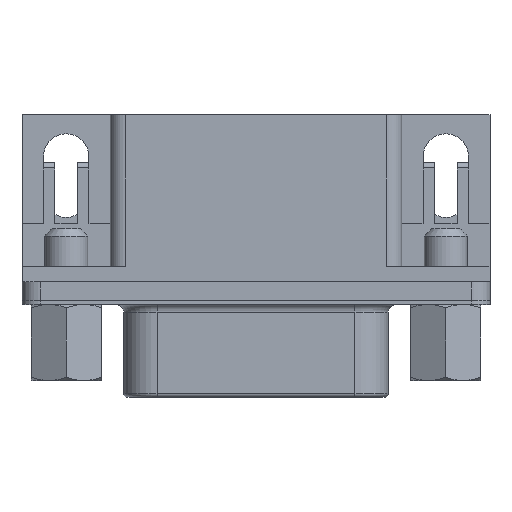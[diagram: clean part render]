
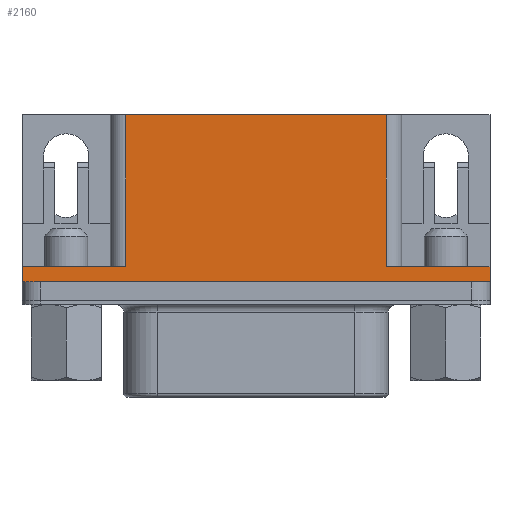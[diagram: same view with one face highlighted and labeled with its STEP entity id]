
A CAD part, top view. The second image highlights one B-rep face of the part: STEP entity #2160.
In plain terms, the highlighted planar face has unit normal (0, 0, 1).
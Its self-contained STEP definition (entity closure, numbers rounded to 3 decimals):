
#1391 = VERTEX_POINT('',#1392);
#1392 = CARTESIAN_POINT('',(-8.585,12.25,4.5));
#1399 = EDGE_CURVE('',#1391,#1400,#1402,.T.);
#1400 = VERTEX_POINT('',#1401);
#1401 = CARTESIAN_POINT('',(8.585,12.25,4.5));
#1402 = LINE('',#1403,#1404);
#1403 = CARTESIAN_POINT('',(-15.405,12.25,4.5));
#1404 = VECTOR('',#1405,1.);
#1405 = DIRECTION('',(1.,0.,0.));
#1700 = VERTEX_POINT('',#1701);
#1701 = CARTESIAN_POINT('',(-15.405,2.25,4.5));
#1707 = EDGE_CURVE('',#1700,#1708,#1710,.T.);
#1708 = VERTEX_POINT('',#1709);
#1709 = CARTESIAN_POINT('',(-15.405,1.25,4.5));
#1710 = LINE('',#1711,#1712);
#1711 = CARTESIAN_POINT('',(-15.405,2.25,4.5));
#1712 = VECTOR('',#1713,1.);
#1713 = DIRECTION('',(0.,-1.,0.));
#1992 = VERTEX_POINT('',#1993);
#1993 = CARTESIAN_POINT('',(15.405,1.25,4.5));
#1999 = EDGE_CURVE('',#2000,#1992,#2002,.T.);
#2000 = VERTEX_POINT('',#2001);
#2001 = CARTESIAN_POINT('',(15.405,2.25,4.5));
#2002 = LINE('',#2003,#2004);
#2003 = CARTESIAN_POINT('',(15.405,2.25,4.5));
#2004 = VECTOR('',#2005,1.);
#2005 = DIRECTION('',(0.,-1.,0.));
#2140 = VERTEX_POINT('',#2141);
#2141 = CARTESIAN_POINT('',(8.585,2.25,4.5));
#2148 = EDGE_CURVE('',#2140,#1400,#2149,.T.);
#2149 = LINE('',#2150,#2151);
#2150 = CARTESIAN_POINT('',(8.585,2.25,4.5));
#2151 = VECTOR('',#2152,1.);
#2152 = DIRECTION('',(0.,1.,0.));
#2160 = ADVANCED_FACE('',(#2161),#2193,.T.);
#2161 = FACE_BOUND('',#2162,.T.);
#2162 = EDGE_LOOP('',(#2163,#2164,#2172,#2178,#2179,#2185,#2186,#2192));
#2163 = ORIENTED_EDGE('',*,*,#1399,.F.);
#2164 = ORIENTED_EDGE('',*,*,#2165,.F.);
#2165 = EDGE_CURVE('',#2166,#1391,#2168,.T.);
#2166 = VERTEX_POINT('',#2167);
#2167 = CARTESIAN_POINT('',(-8.585,2.25,4.5));
#2168 = LINE('',#2169,#2170);
#2169 = CARTESIAN_POINT('',(-8.585,2.25,4.5));
#2170 = VECTOR('',#2171,1.);
#2171 = DIRECTION('',(0.,1.,0.));
#2172 = ORIENTED_EDGE('',*,*,#2173,.F.);
#2173 = EDGE_CURVE('',#1700,#2166,#2174,.T.);
#2174 = LINE('',#2175,#2176);
#2175 = CARTESIAN_POINT('',(-7.703,2.25,4.5));
#2176 = VECTOR('',#2177,1.);
#2177 = DIRECTION('',(1.,0.,0.));
#2178 = ORIENTED_EDGE('',*,*,#1707,.T.);
#2179 = ORIENTED_EDGE('',*,*,#2180,.T.);
#2180 = EDGE_CURVE('',#1708,#1992,#2181,.T.);
#2181 = LINE('',#2182,#2183);
#2182 = CARTESIAN_POINT('',(-15.405,1.25,4.5));
#2183 = VECTOR('',#2184,1.);
#2184 = DIRECTION('',(1.,0.,0.));
#2185 = ORIENTED_EDGE('',*,*,#1999,.F.);
#2186 = ORIENTED_EDGE('',*,*,#2187,.F.);
#2187 = EDGE_CURVE('',#2140,#2000,#2188,.T.);
#2188 = LINE('',#2189,#2190);
#2189 = CARTESIAN_POINT('',(-15.405,2.25,4.5));
#2190 = VECTOR('',#2191,1.);
#2191 = DIRECTION('',(1.,0.,0.));
#2192 = ORIENTED_EDGE('',*,*,#2148,.T.);
#2193 = PLANE('',#2194);
#2194 = AXIS2_PLACEMENT_3D('',#2195,#2196,#2197);
#2195 = CARTESIAN_POINT('',(0.,5.358,4.5));
#2196 = DIRECTION('',(0.,0.,1.));
#2197 = DIRECTION('',(0.,-1.,0.));
